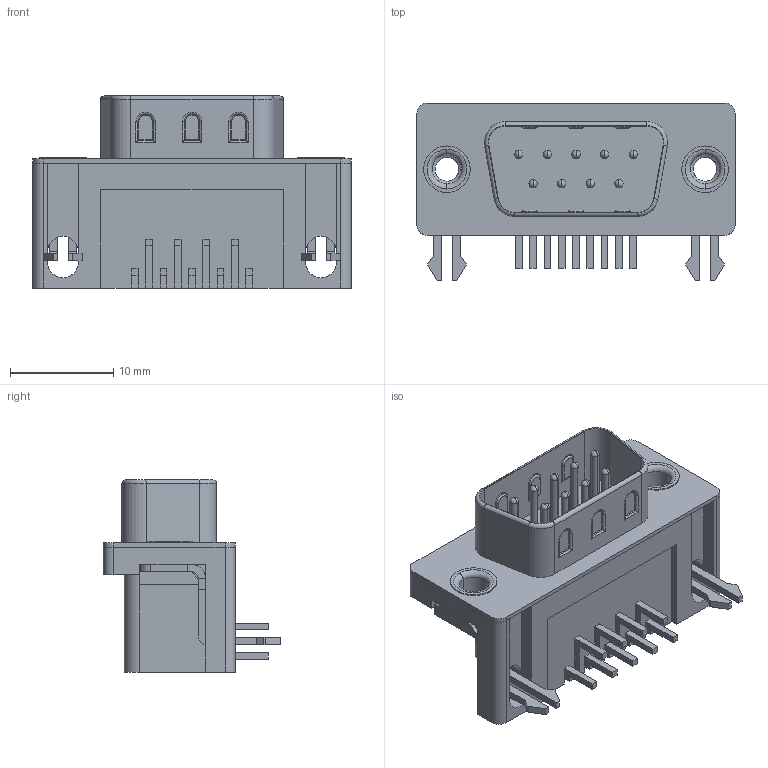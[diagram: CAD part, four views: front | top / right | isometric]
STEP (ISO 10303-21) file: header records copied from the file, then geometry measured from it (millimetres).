
FILE_DESCRIPTION (( 'STEP AP214' ), '1' );
FILE_NAME ('A-DS 09 A_KG-T4S ass.STEP', '2024-03-07T13:37:04', ( '' ), ( '' ), 'SwSTEP 2.0', 'SolidWorks 2021', '' );
FILE_SCHEMA (( 'AUTOMOTIVE_DESIGN' ));
Length unit declared in the file: millimetre
Products named in the file (2): A-DS 09 A_KG-T4S_A-DF 09 A_KG-T2S; A-DS 09 A_KG-T4S ass
Assembly tree (1 placements, depth 2):
  A-DS 09 A_KG-T4S ass
    A-DS 09 A_KG-T4S_A-DF 09 A_KG-T2S
Bounding box: 30.81 x 17.2 x 18.6 mm (x, y, z)
Volume: 3295.6 mm3; surface area: 3837.7 mm2
Topology: 24 solids, 24 shells, 465 faces, 1164 edges, 741 vertices
Faces by surface type: plane 243, cylinder 166, torus 32, sphere 18, bspline 6
Entity records: 14535 total; most frequent: CARTESIAN_POINT 3132, DIRECTION 2258, ORIENTED_EDGE 2256, EDGE_CURVE 1128, AXIS2_PLACEMENT_3D 753, VECTOR 752, LINE 752, VERTEX_POINT 723
